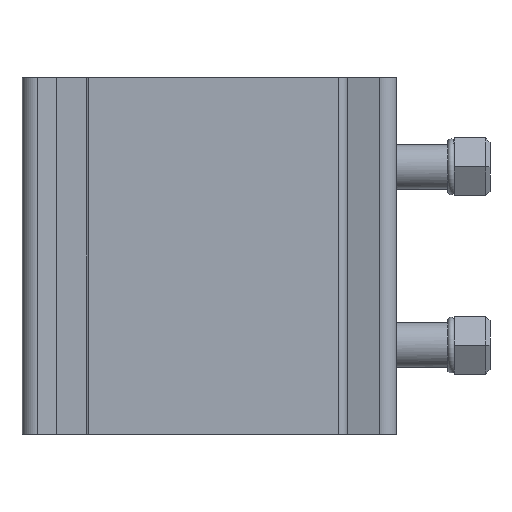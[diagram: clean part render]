
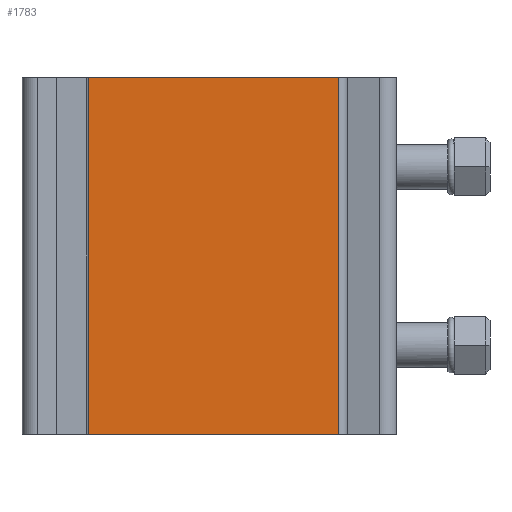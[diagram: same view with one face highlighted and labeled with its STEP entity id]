
A CAD part, front view. The second image highlights one B-rep face of the part: STEP entity #1783.
In plain terms, the highlighted planar face has unit normal (0, -1, 0).
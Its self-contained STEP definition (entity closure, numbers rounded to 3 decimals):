
#120=FACE_OUTER_BOUND('',#222,.T.);
#222=EDGE_LOOP('',(#1434,#1435,#1436,#1437));
#389=LINE('',#2714,#551);
#447=LINE('',#2907,#609);
#470=LINE('',#2979,#632);
#471=LINE('',#2981,#633);
#551=VECTOR('',#2191,10.);
#609=VECTOR('',#2381,10.);
#632=VECTOR('',#2450,60.);
#633=VECTOR('',#2453,60.);
#721=VERTEX_POINT('',#2711);
#722=VERTEX_POINT('',#2713);
#790=VERTEX_POINT('',#2904);
#791=VERTEX_POINT('',#2906);
#902=EDGE_CURVE('',#722,#721,#389,.T.);
#997=EDGE_CURVE('',#791,#790,#447,.T.);
#1034=EDGE_CURVE('',#791,#721,#470,.T.);
#1035=EDGE_CURVE('',#790,#722,#471,.T.);
#1434=ORIENTED_EDGE('',*,*,#997,.T.);
#1435=ORIENTED_EDGE('',*,*,#1035,.T.);
#1436=ORIENTED_EDGE('',*,*,#902,.T.);
#1437=ORIENTED_EDGE('',*,*,#1034,.F.);
#1605=PLANE('',#1986);
#1783=ADVANCED_FACE('',(#120),#1605,.T.);
#1986=AXIS2_PLACEMENT_3D('',#2980,#2451,#2452);
#2191=DIRECTION('',(-1.,0.,0.));
#2381=DIRECTION('',(1.,0.,0.));
#2450=DIRECTION('',(0.,0.,1.));
#2451=DIRECTION('center_axis',(0.,-1.,0.));
#2452=DIRECTION('ref_axis',(0.,0.,-1.));
#2453=DIRECTION('',(0.,0.,1.));
#2711=CARTESIAN_POINT('',(229.196,198.822,147.957));
#2713=CARTESIAN_POINT('',(285.196,198.822,147.957));
#2714=CARTESIAN_POINT('',(270.169,198.822,147.957));
#2904=CARTESIAN_POINT('',(285.196,198.822,67.957));
#2906=CARTESIAN_POINT('',(229.196,198.822,67.957));
#2907=CARTESIAN_POINT('',(270.169,198.822,67.957));
#2979=CARTESIAN_POINT('',(229.196,198.822,57.957));
#2980=CARTESIAN_POINT('Origin',(285.196,198.822,57.957));
#2981=CARTESIAN_POINT('',(285.196,198.822,57.957));
